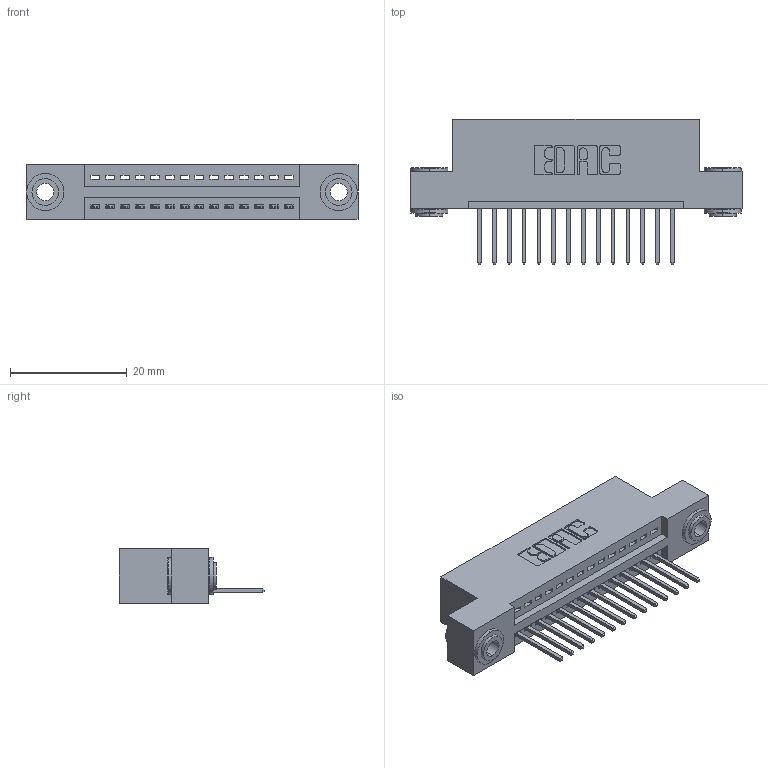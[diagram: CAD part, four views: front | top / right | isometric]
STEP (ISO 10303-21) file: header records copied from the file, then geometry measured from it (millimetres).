
FILE_DESCRIPTION (( 'STEP AP203' ), '1' );
FILE_NAME ('345-014-523-103.STEP', '2019-10-04T05:34:58', ( '' ), ( '' ), 'SwSTEP 2.0', 'SolidWorks 2016', '' );
FILE_SCHEMA (( 'CONFIG_CONTROL_DESIGN' ));
Length unit declared in the file: inch
Products named in the file (4): 345-014-523-103; 345 Part_Flush Mounting Lugs - 0.156 Dia-TH; 345-250-002_345-250-002-102; 345-292-001_345-293-123
Assembly tree (17 placements, depth 2):
  345-014-523-103
    345 Part_Flush Mounting Lugs - 0.156 Dia-TH
    345-292-001_345-293-123  x14
    345-250-002_345-250-002-102  x2
Bounding box: 56.77 x 24.82 x 9.4 mm (x, y, z)
Volume: 5176.6 mm3; surface area: 6728.4 mm2
Topology: 17 solids, 17 shells, 976 faces, 2881 edges, 1898 vertices
Faces by surface type: plane 650, cylinder 318, cone 8
Entity records: 14974 total; most frequent: CARTESIAN_POINT 2573, ORIENTED_EDGE 2514, DIRECTION 2319, EDGE_CURVE 1257, VECTOR 1045, LINE 1045, VERTEX_POINT 834, AXIS2_PLACEMENT_3D 637
